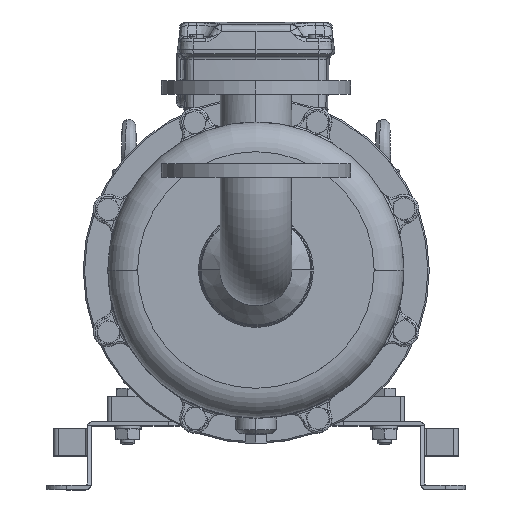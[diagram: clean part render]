
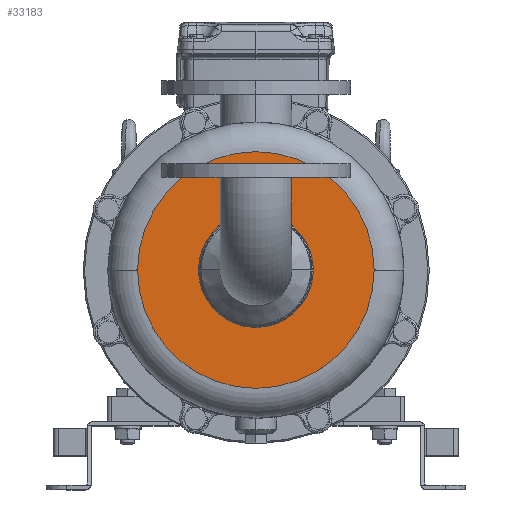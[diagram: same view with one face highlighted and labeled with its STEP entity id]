
A CAD part, top view. The second image highlights one B-rep face of the part: STEP entity #33183.
In plain terms, the highlighted face is planar.
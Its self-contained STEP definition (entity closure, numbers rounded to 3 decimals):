
#1864 = CARTESIAN_POINT ( 'NONE',  ( 54.75, 14., -40.5 ) ) ;
#2465 = EDGE_CURVE ( 'NONE', #9405, #56172, #28166, .T. ) ;
#2594 = ORIENTED_EDGE ( 'NONE', *, *, #2465, .F. ) ;
#7151 = DIRECTION ( 'NONE',  ( 0., 0., 1. ) ) ;
#9405 = VERTEX_POINT ( 'NONE', #17721 ) ;
#13075 = ORIENTED_EDGE ( 'NONE', *, *, #69344, .F. ) ;
#13761 = FACE_OUTER_BOUND ( 'NONE', #95655, .T. ) ;
#16125 = CIRCLE ( 'NONE', #66596, 87.5 ) ;
#17295 = VERTEX_POINT ( 'NONE', #19414 ) ;
#17721 = CARTESIAN_POINT ( 'NONE',  ( 54.75, 14., 40.5 ) ) ;
#19414 = CARTESIAN_POINT ( 'NONE',  ( 54.75, 14., 87.5 ) ) ;
#20388 = VERTEX_POINT ( 'NONE', #84435 ) ;
#21455 = CARTESIAN_POINT ( 'NONE',  ( 54.75, 14., 0. ) ) ;
#28166 = CIRCLE ( 'NONE', #39058, 40.5 ) ;
#29336 = DIRECTION ( 'NONE',  ( 0., 0., -1. ) ) ;
#33183 = ADVANCED_FACE ( 'NONE', ( #74129, #13761 ), #98875, .F. ) ;
#33912 = DIRECTION ( 'NONE',  ( 0., 1., 0. ) ) ;
#35450 = AXIS2_PLACEMENT_3D ( 'NONE', #67681, #75586, #58207 ) ;
#36137 = EDGE_LOOP ( 'NONE', ( #2594, #13075 ) ) ;
#37750 = CARTESIAN_POINT ( 'NONE',  ( 54.75, 14., 0. ) ) ;
#39058 = AXIS2_PLACEMENT_3D ( 'NONE', #37750, #92750, #45721 ) ;
#40849 = AXIS2_PLACEMENT_3D ( 'NONE', #101383, #54389, #7151 ) ;
#45721 = DIRECTION ( 'NONE',  ( 0., 0., 1. ) ) ;
#51257 = CIRCLE ( 'NONE', #97595, 87.5 ) ;
#54389 = DIRECTION ( 'NONE',  ( 0., 1., 0. ) ) ;
#56172 = VERTEX_POINT ( 'NONE', #1864 ) ;
#58207 = DIRECTION ( 'NONE',  ( 0., 0., -1. ) ) ;
#58965 = ORIENTED_EDGE ( 'NONE', *, *, #92570, .T. ) ;
#61517 = EDGE_CURVE ( 'NONE', #20388, #17295, #51257, .T. ) ;
#66596 = AXIS2_PLACEMENT_3D ( 'NONE', #21455, #76500, #29336 ) ;
#67681 = CARTESIAN_POINT ( 'NONE',  ( 54.75, 14., 0. ) ) ;
#69325 = ORIENTED_EDGE ( 'NONE', *, *, #61517, .T. ) ;
#69344 = EDGE_CURVE ( 'NONE', #56172, #9405, #89588, .T. ) ;
#74129 = FACE_BOUND ( 'NONE', #36137, .T. ) ;
#75586 = DIRECTION ( 'NONE',  ( 0., -1., 0. ) ) ;
#76500 = DIRECTION ( 'NONE',  ( 0., 1., 0. ) ) ;
#81100 = CARTESIAN_POINT ( 'NONE',  ( 54.75, 14., 0. ) ) ;
#84435 = CARTESIAN_POINT ( 'NONE',  ( 54.75, 14., -87.5 ) ) ;
#88991 = DIRECTION ( 'NONE',  ( 0., 0., -1. ) ) ;
#89588 = CIRCLE ( 'NONE', #40849, 40.5 ) ;
#92570 = EDGE_CURVE ( 'NONE', #17295, #20388, #16125, .T. ) ;
#92750 = DIRECTION ( 'NONE',  ( 0., 1., 0. ) ) ;
#95655 = EDGE_LOOP ( 'NONE', ( #69325, #58965 ) ) ;
#97595 = AXIS2_PLACEMENT_3D ( 'NONE', #81100, #33912, #88991 ) ;
#98875 = PLANE ( 'NONE',  #35450 ) ;
#101383 = CARTESIAN_POINT ( 'NONE',  ( 54.75, 14., 0. ) ) ;
